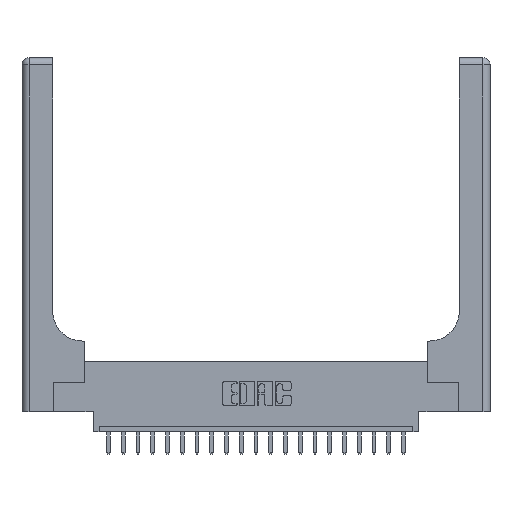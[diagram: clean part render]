
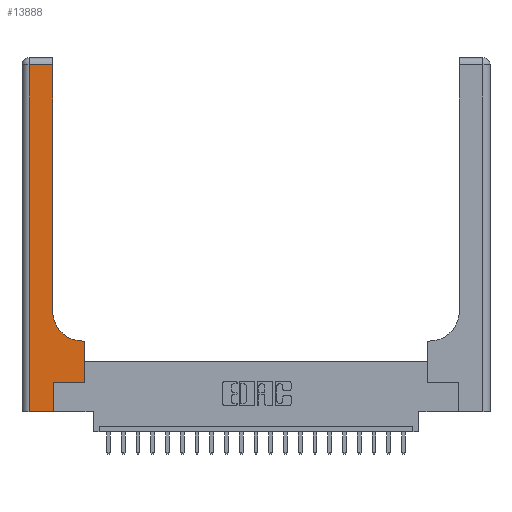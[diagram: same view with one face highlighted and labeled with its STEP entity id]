
A CAD part, top view. The second image highlights one B-rep face of the part: STEP entity #13888.
In plain terms, the highlighted planar face has unit normal (0, 0, 1).
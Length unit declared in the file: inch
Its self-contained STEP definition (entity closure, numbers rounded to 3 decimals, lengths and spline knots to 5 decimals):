
#449 = LINE ( 'NONE', #6373, #15827 ) ;
#629 = CARTESIAN_POINT ( 'NONE',  ( 0.528, 0.6, 0.37 ) ) ;
#845 = DIRECTION ( 'NONE',  ( 1., 0., 0. ) ) ;
#1202 = AXIS2_PLACEMENT_3D ( 'NONE', #11252, #8090, #1267 ) ;
#1257 = EDGE_CURVE ( 'NONE', #1462, #19598, #449, .T. ) ;
#1267 = DIRECTION ( 'NONE',  ( -1., 0., 0. ) ) ;
#1285 = ORIENTED_EDGE ( 'NONE', *, *, #12853, .T. ) ;
#1329 = EDGE_LOOP ( 'NONE', ( #6591, #13124, #1285, #8058, #13376, #16571, #9683, #18318, #5522 ) ) ;
#1462 = VERTEX_POINT ( 'NONE', #2287 ) ;
#1719 = DIRECTION ( 'NONE',  ( 1., 0., 0. ) ) ;
#1896 = VERTEX_POINT ( 'NONE', #18027 ) ;
#2287 = CARTESIAN_POINT ( 'NONE',  ( 0.265, 0.25, 0.37 ) ) ;
#2739 = VECTOR ( 'NONE', #12981, 39.37008 ) ;
#3282 = CARTESIAN_POINT ( 'NONE',  ( 0.26, 0.85, 0.37 ) ) ;
#3909 = VERTEX_POINT ( 'NONE', #18099 ) ;
#4154 = DIRECTION ( 'NONE',  ( 0., 1., 0. ) ) ;
#4746 = VERTEX_POINT ( 'NONE', #629 ) ;
#5270 = LINE ( 'NONE', #11867, #2739 ) ;
#5289 = CARTESIAN_POINT ( 'NONE',  ( 0.26, 2.94, 0.37 ) ) ;
#5522 = ORIENTED_EDGE ( 'NONE', *, *, #18316, .T. ) ;
#5571 = VERTEX_POINT ( 'NONE', #6813 ) ;
#5632 = VERTEX_POINT ( 'NONE', #5289 ) ;
#5693 = VECTOR ( 'NONE', #20683, 39.37008 ) ;
#6373 = CARTESIAN_POINT ( 'NONE',  ( 0.265, 0.25, 0.37 ) ) ;
#6435 = VECTOR ( 'NONE', #15038, 39.37008 ) ;
#6462 = LINE ( 'NONE', #12538, #9812 ) ;
#6591 = ORIENTED_EDGE ( 'NONE', *, *, #17213, .T. ) ;
#6813 = CARTESIAN_POINT ( 'NONE',  ( 0.06, 0., 0.37 ) ) ;
#7145 = DIRECTION ( 'NONE',  ( -1., 0., 0. ) ) ;
#7344 = CARTESIAN_POINT ( 'NONE',  ( 0.26, 3., 0.37 ) ) ;
#7947 = PLANE ( 'NONE',  #1202 ) ;
#7984 = LINE ( 'NONE', #11758, #6435 ) ;
#8058 = ORIENTED_EDGE ( 'NONE', *, *, #10317, .T. ) ;
#8090 = DIRECTION ( 'NONE',  ( 0., 0., -1. ) ) ;
#8152 = EDGE_CURVE ( 'NONE', #5632, #13785, #11039, .T. ) ;
#9044 = LINE ( 'NONE', #9191, #5693 ) ;
#9191 = CARTESIAN_POINT ( 'NONE',  ( 0.06, 3., 0.37 ) ) ;
#9683 = ORIENTED_EDGE ( 'NONE', *, *, #12796, .T. ) ;
#9812 = VECTOR ( 'NONE', #4154, 39.37008 ) ;
#10317 = EDGE_CURVE ( 'NONE', #5571, #1896, #5270, .T. ) ;
#10455 = DIRECTION ( 'NONE',  ( 0., 1., 0. ) ) ;
#10485 = VECTOR ( 'NONE', #10455, 39.37008 ) ;
#10740 = CARTESIAN_POINT ( 'NONE',  ( 0.528, 0.25, 0.37 ) ) ;
#10891 = FACE_OUTER_BOUND ( 'NONE', #1329, .T. ) ;
#11013 = CARTESIAN_POINT ( 'NONE',  ( 0.26, 0.6, 0.37 ) ) ;
#11039 = LINE ( 'NONE', #18689, #17180 ) ;
#11252 = CARTESIAN_POINT ( 'NONE',  ( 0., 3., 0.37 ) ) ;
#11758 = CARTESIAN_POINT ( 'NONE',  ( 0.265, 0., 0.37 ) ) ;
#11867 = CARTESIAN_POINT ( 'NONE',  ( 0., 0., 0.37 ) ) ;
#11910 = VERTEX_POINT ( 'NONE', #3282 ) ;
#12365 = AXIS2_PLACEMENT_3D ( 'NONE', #15688, #15763, #845 ) ;
#12518 = VECTOR ( 'NONE', #17394, 39.37008 ) ;
#12538 = CARTESIAN_POINT ( 'NONE',  ( 0.528, 0.25, 0.37 ) ) ;
#12796 = EDGE_CURVE ( 'NONE', #19598, #4746, #6462, .T. ) ;
#12853 = EDGE_CURVE ( 'NONE', #13785, #5571, #9044, .T. ) ;
#12981 = DIRECTION ( 'NONE',  ( 1., 0., 0. ) ) ;
#13124 = ORIENTED_EDGE ( 'NONE', *, *, #8152, .T. ) ;
#13376 = ORIENTED_EDGE ( 'NONE', *, *, #15483, .T. ) ;
#13477 = CIRCLE ( 'NONE', #12365, 0.25 ) ;
#13785 = VERTEX_POINT ( 'NONE', #16595 ) ;
#13888 = ADVANCED_FACE ( 'NONE', ( #10891 ), #7947, .F. ) ;
#15038 = DIRECTION ( 'NONE',  ( 0., 1., 0. ) ) ;
#15335 = LINE ( 'NONE', #7344, #10485 ) ;
#15483 = EDGE_CURVE ( 'NONE', #1896, #1462, #7984, .T. ) ;
#15688 = CARTESIAN_POINT ( 'NONE',  ( 0.51, 0.85, 0.37 ) ) ;
#15763 = DIRECTION ( 'NONE',  ( 0., 0., -1. ) ) ;
#15827 = VECTOR ( 'NONE', #1719, 39.37008 ) ;
#16571 = ORIENTED_EDGE ( 'NONE', *, *, #1257, .T. ) ;
#16595 = CARTESIAN_POINT ( 'NONE',  ( 0.06, 2.94, 0.37 ) ) ;
#17180 = VECTOR ( 'NONE', #7145, 39.37008 ) ;
#17213 = EDGE_CURVE ( 'NONE', #11910, #5632, #15335, .T. ) ;
#17250 = EDGE_CURVE ( 'NONE', #4746, #3909, #21297, .T. ) ;
#17394 = DIRECTION ( 'NONE',  ( -1., 0., 0. ) ) ;
#18027 = CARTESIAN_POINT ( 'NONE',  ( 0.265, 0., 0.37 ) ) ;
#18099 = CARTESIAN_POINT ( 'NONE',  ( 0.51, 0.6, 0.37 ) ) ;
#18316 = EDGE_CURVE ( 'NONE', #3909, #11910, #13477, .T. ) ;
#18318 = ORIENTED_EDGE ( 'NONE', *, *, #17250, .T. ) ;
#18689 = CARTESIAN_POINT ( 'NONE',  ( 0., 2.94, 0.37 ) ) ;
#19598 = VERTEX_POINT ( 'NONE', #10740 ) ;
#20683 = DIRECTION ( 'NONE',  ( 0., -1., 0. ) ) ;
#21297 = LINE ( 'NONE', #11013, #12518 ) ;
